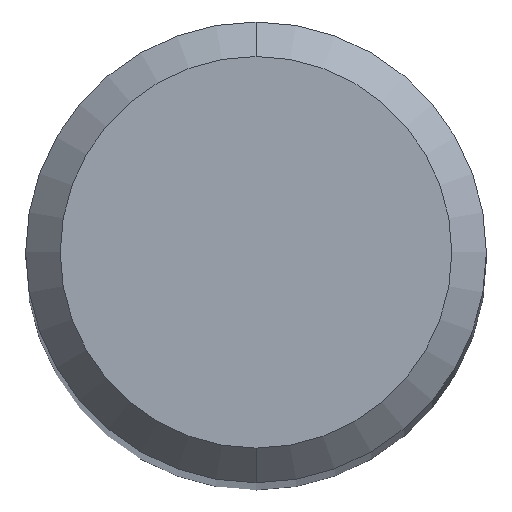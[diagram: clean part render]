
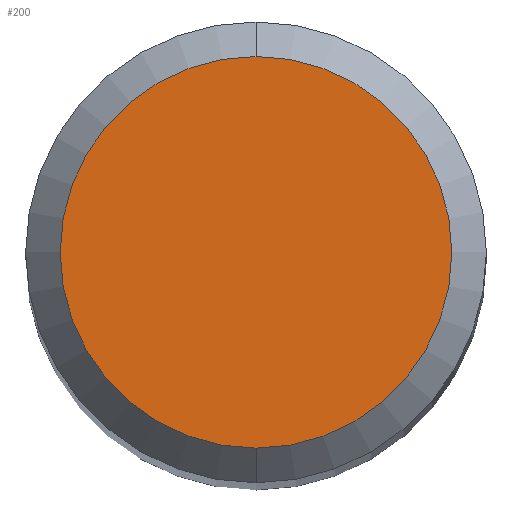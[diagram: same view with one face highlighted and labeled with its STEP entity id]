
A CAD part, top view. The second image highlights one B-rep face of the part: STEP entity #200.
In plain terms, the highlighted planar face has unit normal (0, 0, 1).
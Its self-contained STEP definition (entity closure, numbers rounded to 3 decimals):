
#118=EDGE_CURVE('',#128,#226,#273,.T.);
#128=VERTEX_POINT('',#283);
#190=EDGE_CURVE('',#226,#128,#354,.T.);
#200=ADVANCED_FACE('',(#365),#366,.T.);
#226=VERTEX_POINT('',#394);
#273=CIRCLE('',#444,1.7);
#283=CARTESIAN_POINT('',(0.,-1.7,0.0));
#354=CIRCLE('',#544,1.7);
#365=FACE_OUTER_BOUND('',#557,.T.);
#366=PLANE('',#558);
#394=CARTESIAN_POINT('',(0.0,1.7,0.0));
#444=AXIS2_PLACEMENT_3D('',#633,#634,#635);
#544=AXIS2_PLACEMENT_3D('',#726,#727,#728);
#557=EDGE_LOOP('',(#744,#745));
#558=AXIS2_PLACEMENT_3D('',#746,#747,#748);
#633=CARTESIAN_POINT('',(0.0,0.0,0.0));
#634=DIRECTION('',(0.0,0.0,-1.0));
#635=DIRECTION('',(0.0,1.0,0.0));
#726=CARTESIAN_POINT('',(0.0,0.0,0.0));
#727=DIRECTION('',(0.0,0.0,-1.0));
#728=DIRECTION('',(0.0,1.0,0.0));
#744=ORIENTED_EDGE('',*,*,#190,.F.);
#745=ORIENTED_EDGE('',*,*,#118,.F.);
#746=CARTESIAN_POINT('',(0.0,0.85,0.0));
#747=DIRECTION('',(-0.0,0.0,1.0));
#748=DIRECTION('',(0.0,-1.0,0.0));
